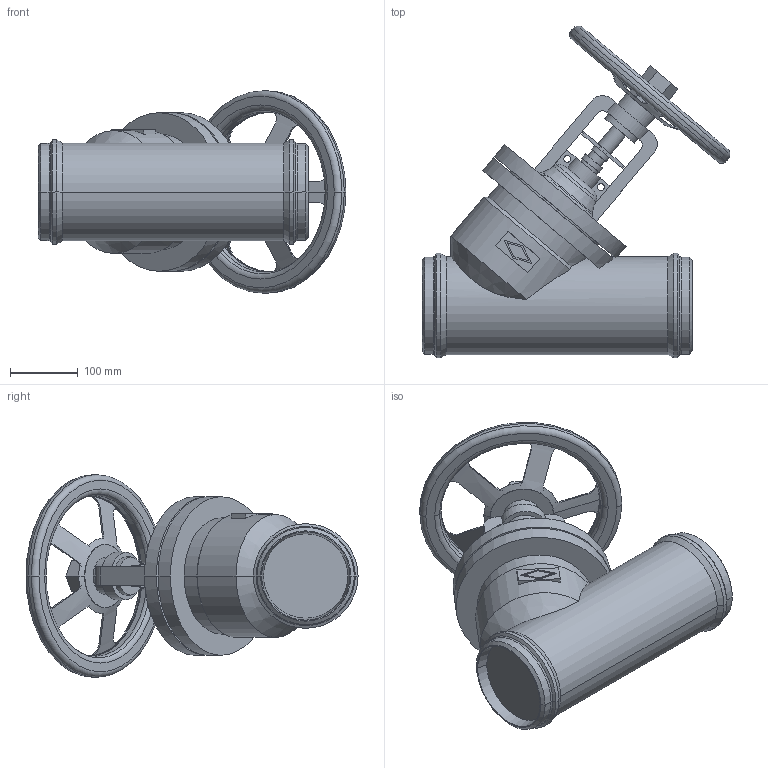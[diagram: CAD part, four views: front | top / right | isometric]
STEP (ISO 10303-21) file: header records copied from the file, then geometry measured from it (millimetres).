
FILE_DESCRIPTION(('OneSpaceDesigner STEP Export'),'2;1');
FILE_NAME('c000003945.stp','2009-09-17T 9:01:30',(''),(''),'OneSpace Designer STEP processor for AP214 (Solid Model)','OneSpace Modeling 15.50B 03-Nov-2007 (C) CoCreate Software GmbH','');
FILE_SCHEMA(('AUTOMOTIVE_DESIGN { 1 0 10303 214 1 1 1 1 }'));
Length unit declared in the file: millimetre
Products named in the file (1): 1
Bounding box: 455.92 x 491.72 x 300 mm (x, y, z)
Volume: 11768425.9 mm3; surface area: 582772.5 mm2
Topology: 1 solids, 1 shells, 220 faces, 586 edges, 377 vertices
Faces by surface type: cylinder 88, plane 78, torus 28, cone 26
Entity records: 9003 total; most frequent: CARTESIAN_POINT 2214, ORIENTED_EDGE 1172, DIRECTION 890, EDGE_CURVE 586, VERTEX_POINT 377, AXIS2_PLACEMENT_3D 332, EDGE_LOOP 249, VECTOR 226
